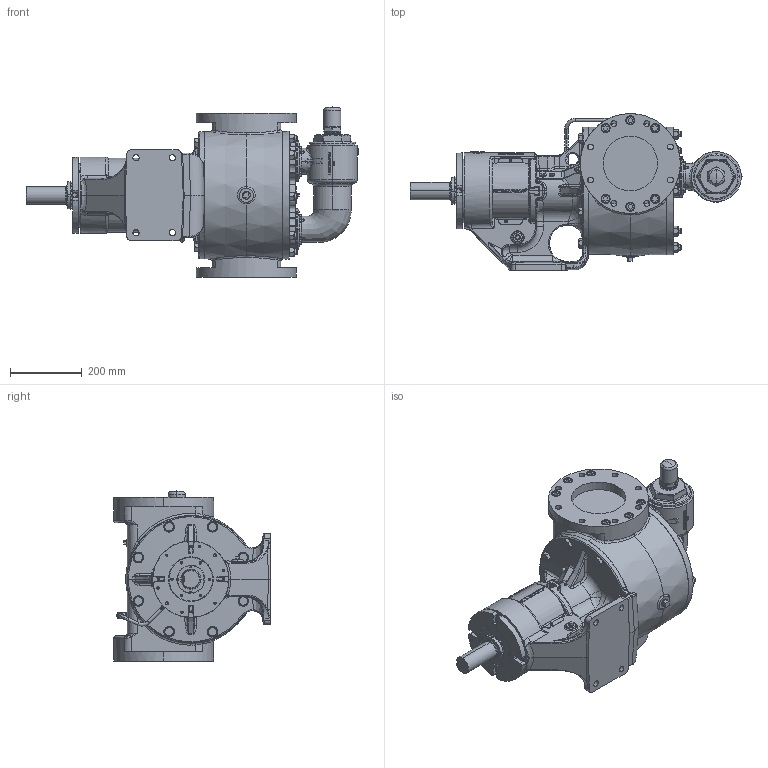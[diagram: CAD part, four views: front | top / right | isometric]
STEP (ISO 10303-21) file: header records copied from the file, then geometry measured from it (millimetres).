
FILE_DESCRIPTION (( 'STEP AP214' ), '1' );
FILE_NAME ('QV-2357.step', '2025-12-05T18:44:05', ( '' ), ( '' ), 'SwSTEP 2.0', 'SolidWorks 2024', '' );
FILE_SCHEMA (( 'AUTOMOTIVE_DESIGN' ));
Products named in the file (1): QV-2357
Bounding box: 928.17 x 438.15 x 475.45 mm (x, y, z)
Volume: 45495080.9 mm3; surface area: 1669013 mm2
Topology: 1 solids, 1 shells, 4918 faces, 12489 edges, 7788 vertices
Faces by surface type: plane 1632, bspline 1624, cylinder 811, cone 641, torus 151, sphere 59
Entity records: 228514 total; most frequent: CARTESIAN_POINT 123188, ORIENTED_EDGE 24634, DIRECTION 17376, EDGE_CURVE 12317, VERTEX_POINT 7779, AXIS2_PLACEMENT_3D 6130, EDGE_LOOP 5352, LINE 5116
